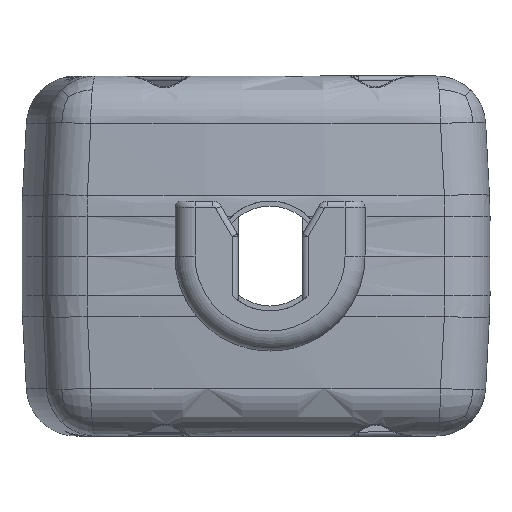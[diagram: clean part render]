
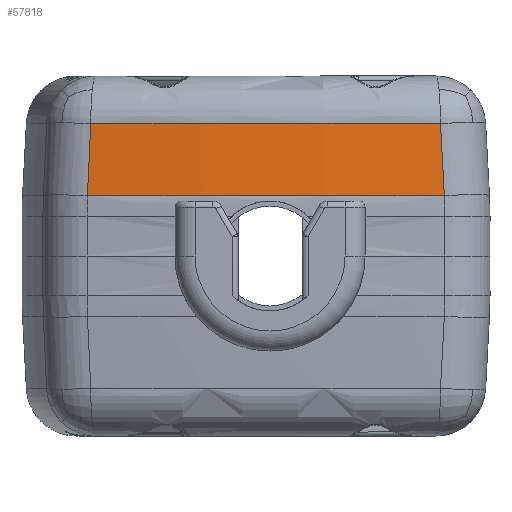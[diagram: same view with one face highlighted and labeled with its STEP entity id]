
A CAD part, front view. The second image highlights one B-rep face of the part: STEP entity #57818.
In plain terms, the highlighted conical face has half-angle 3 degrees and reference radius 90 mm.
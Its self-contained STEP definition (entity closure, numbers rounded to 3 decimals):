
#56=CONICAL_SURFACE('',#61169,90.,0.052);
#462=B_SPLINE_CURVE_WITH_KNOTS('',3,(#104777,#104778,#104779,#104780),
 .UNSPECIFIED.,.F.,.F.,(4,4),(0.,1.),
 .UNSPECIFIED.);
#473=B_SPLINE_CURVE_WITH_KNOTS('',3,(#105148,#105149,#105150,#105151),
 .UNSPECIFIED.,.F.,.F.,(4,4),(0.,1.),
 .UNSPECIFIED.);
#1097=CIRCLE('',#61057,89.973);
#1130=CIRCLE('',#61140,89.784);
#17317=ORIENTED_EDGE('',*,*,#25995,.T.);
#17318=ORIENTED_EDGE('',*,*,#26151,.F.);
#17319=ORIENTED_EDGE('',*,*,#26139,.T.);
#17320=ORIENTED_EDGE('',*,*,#26204,.T.);
#25995=EDGE_CURVE('',#31792,#31797,#1097,.T.);
#26139=EDGE_CURVE('',#31878,#31877,#1130,.T.);
#26151=EDGE_CURVE('',#31878,#31797,#462,.T.);
#26204=EDGE_CURVE('',#31877,#31792,#473,.F.);
#31792=VERTEX_POINT('',#101369);
#31797=VERTEX_POINT('',#101537);
#31877=VERTEX_POINT('',#104362);
#31878=VERTEX_POINT('',#104364);
#49592=EDGE_LOOP('',(#17317,#17318,#17319,#17320));
#52552=FACE_BOUND('',#49592,.T.);
#57818=ADVANCED_FACE('',(#52552),#56,.T.);
#61057=AXIS2_PLACEMENT_3D('',#101538,#74523,#74524);
#61140=AXIS2_PLACEMENT_3D('',#104363,#74758,#74759);
#61169=AXIS2_PLACEMENT_3D('',#105147,#74849,#74850);
#74523=DIRECTION('',(0.,0.,-1.));
#74524=DIRECTION('',(-1.,0.,0.));
#74758=DIRECTION('',(0.,0.,1.));
#74759=DIRECTION('',(-1.,0.,0.));
#74849=DIRECTION('',(0.,0.,1.));
#74850=DIRECTION('',(-1.,0.,0.));
#101369=CARTESIAN_POINT('',(21.628,-18.008,-0.523));
#101537=CARTESIAN_POINT('',(3.782,-18.049,-0.523));
#101538=CARTESIAN_POINT('',(12.5,71.5,-0.523));
#104362=CARTESIAN_POINT('',(21.463,-17.835,-4.131));
#104363=CARTESIAN_POINT('',(12.5,71.5,-4.131));
#104364=CARTESIAN_POINT('',(3.976,-17.878,-4.131));
#104777=CARTESIAN_POINT('',(3.976,-17.878,-4.131));
#104778=CARTESIAN_POINT('',(3.911,-17.935,-2.928));
#104779=CARTESIAN_POINT('',(3.847,-17.992,-1.726));
#104780=CARTESIAN_POINT('',(3.782,-18.049,-0.523));
#105147=CARTESIAN_POINT('',(12.5,71.5,0.));
#105148=CARTESIAN_POINT('',(21.628,-18.009,-0.523));
#105149=CARTESIAN_POINT('',(21.573,-17.951,-1.726));
#105150=CARTESIAN_POINT('',(21.518,-17.893,-2.928));
#105151=CARTESIAN_POINT('',(21.463,-17.835,-4.131));
